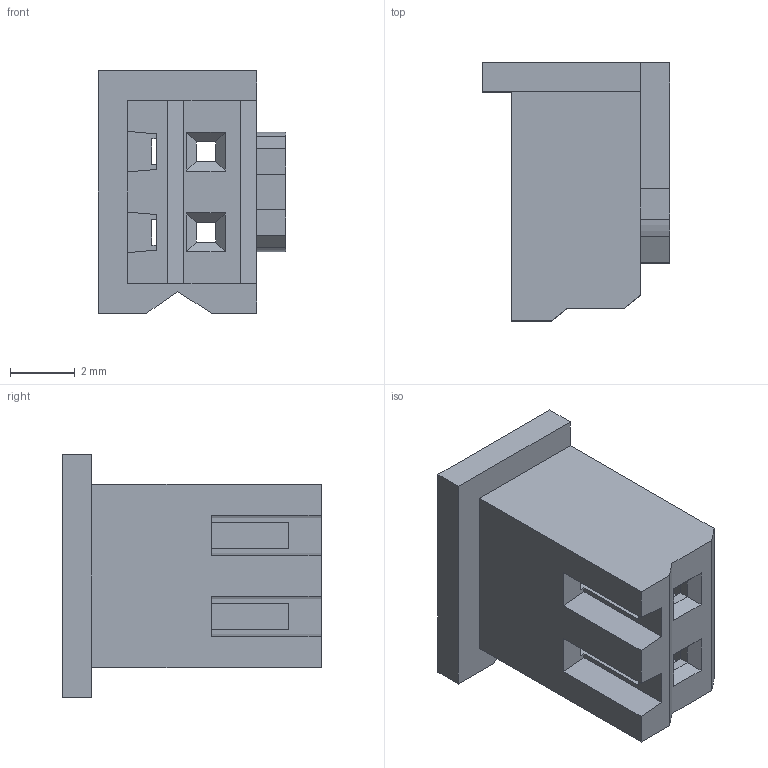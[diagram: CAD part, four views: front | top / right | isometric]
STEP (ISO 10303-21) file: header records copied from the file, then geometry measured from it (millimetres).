
FILE_DESCRIPTION((''),'2;1');
FILE_NAME('X8821H-02-N0','2021-12-07T',('髲赽'),(''),'PRO/ENGINEER BY PARAMETRIC TECHNOLOGY CORPORATION, 2010280','PRO/ENGINEER BY PARAMETRIC TECHNOLOGY CORPORATION, 2010280','');
FILE_SCHEMA(('CONFIG_CONTROL_DESIGN'));
Length unit declared in the file: millimetre
Products named in the file (1): X8821H-02-N0
Bounding box: 5.8 x 8 x 7.5 mm (x, y, z)
Volume: 130.5 mm3; surface area: 383.3 mm2
Topology: 1 solids, 1 shells, 120 faces, 349 edges, 230 vertices
Faces by surface type: plane 114, cylinder 6
Entity records: 3935 total; most frequent: CARTESIAN_POINT 699, ORIENTED_EDGE 698, DIRECTION 601, EDGE_CURVE 349, VECTOR 337, LINE 337, VERTEX_POINT 230, AXIS2_PLACEMENT_3D 132
